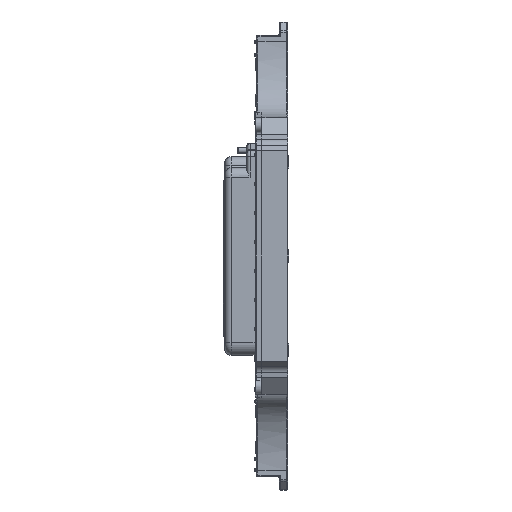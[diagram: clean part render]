
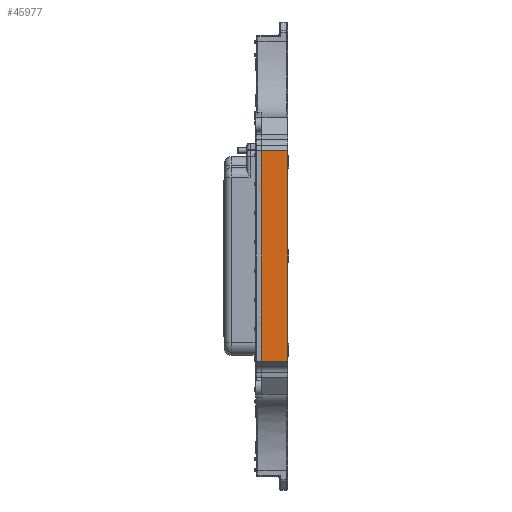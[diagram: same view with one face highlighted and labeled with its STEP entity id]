
A CAD part, left-side view. The second image highlights one B-rep face of the part: STEP entity #45977.
In plain terms, the highlighted planar face has unit normal (-1, 0, 0).
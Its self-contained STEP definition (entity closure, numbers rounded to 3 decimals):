
#539 = CARTESIAN_POINT ( 'NONE',  ( -815.616, 0., -191.815 ) ) ;
#1414 = LINE ( 'NONE', #43014, #13607 ) ;
#1751 = DIRECTION ( 'NONE',  ( 0., 0., -1. ) ) ;
#2917 = LINE ( 'NONE', #47439, #36853 ) ;
#3489 = CARTESIAN_POINT ( 'NONE',  ( -815.616, 5.76, 191.815 ) ) ;
#4615 = EDGE_CURVE ( 'NONE', #25661, #7725, #24240, .T. ) ;
#4928 = DIRECTION ( 'NONE',  ( 1., 0., 0. ) ) ;
#6203 = VECTOR ( 'NONE', #43398, 1000. ) ;
#7725 = VERTEX_POINT ( 'NONE', #539 ) ;
#7984 = ORIENTED_EDGE ( 'NONE', *, *, #14185, .F. ) ;
#12457 = FACE_OUTER_BOUND ( 'NONE', #15062, .T. ) ;
#13607 = VECTOR ( 'NONE', #31834, 1000. ) ;
#14185 = EDGE_CURVE ( 'NONE', #25661, #46465, #1414, .T. ) ;
#15062 = EDGE_LOOP ( 'NONE', ( #15117, #40533, #7984, #39693 ) ) ;
#15117 = ORIENTED_EDGE ( 'NONE', *, *, #32680, .T. ) ;
#17841 = CARTESIAN_POINT ( 'NONE',  ( -815.616, 57.6, -191.815 ) ) ;
#18100 = LINE ( 'NONE', #3489, #43989 ) ;
#20269 = PLANE ( 'NONE',  #39777 ) ;
#21526 = CARTESIAN_POINT ( 'NONE',  ( -815.616, 0., 191.815 ) ) ;
#21686 = DIRECTION ( 'NONE',  ( 0., 0., 1. ) ) ;
#24240 = LINE ( 'NONE', #35390, #6203 ) ;
#24360 = CARTESIAN_POINT ( 'NONE',  ( -815.616, 57.6, 191.815 ) ) ;
#24663 = VERTEX_POINT ( 'NONE', #21526 ) ;
#25661 = VERTEX_POINT ( 'NONE', #17841 ) ;
#25724 = EDGE_CURVE ( 'NONE', #46465, #24663, #18100, .T. ) ;
#28371 = DIRECTION ( 'NONE',  ( 0., -1., 0. ) ) ;
#31834 = DIRECTION ( 'NONE',  ( 0., 0., 1. ) ) ;
#32680 = EDGE_CURVE ( 'NONE', #7725, #24663, #2917, .T. ) ;
#35390 = CARTESIAN_POINT ( 'NONE',  ( -815.616, 5.76, -191.815 ) ) ;
#36853 = VECTOR ( 'NONE', #21686, 1000. ) ;
#39693 = ORIENTED_EDGE ( 'NONE', *, *, #4615, .T. ) ;
#39777 = AXIS2_PLACEMENT_3D ( 'NONE', #41886, #4928, #1751 ) ;
#40533 = ORIENTED_EDGE ( 'NONE', *, *, #25724, .F. ) ;
#41886 = CARTESIAN_POINT ( 'NONE',  ( -815.616, 5.76, -191.815 ) ) ;
#43014 = CARTESIAN_POINT ( 'NONE',  ( -815.616, 57.6, -191.815 ) ) ;
#43398 = DIRECTION ( 'NONE',  ( 0., -1., 0. ) ) ;
#43989 = VECTOR ( 'NONE', #28371, 1000. ) ;
#45977 = ADVANCED_FACE ( 'NONE', ( #12457 ), #20269, .F. ) ;
#46465 = VERTEX_POINT ( 'NONE', #24360 ) ;
#47439 = CARTESIAN_POINT ( 'NONE',  ( -815.616, 0., -191.815 ) ) ;
